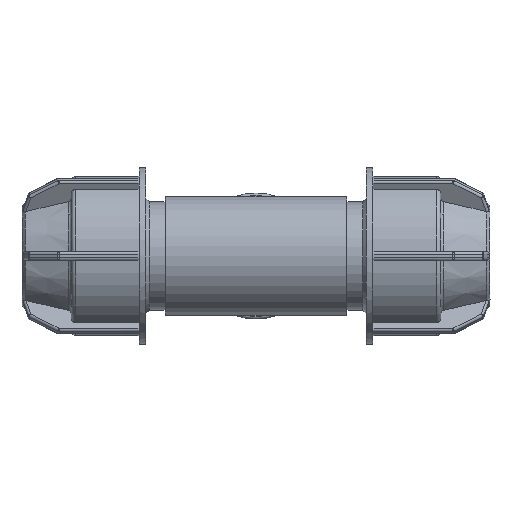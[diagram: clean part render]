
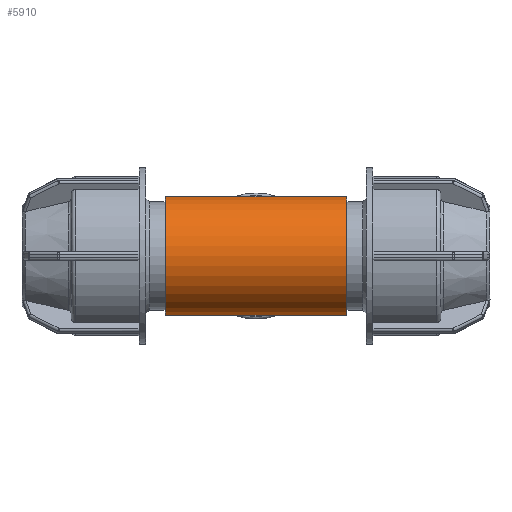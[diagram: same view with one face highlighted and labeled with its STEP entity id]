
A CAD part, front view. The second image highlights one B-rep face of the part: STEP entity #5910.
In plain terms, the highlighted cylindrical face has radius 11.44 mm (diameter 22.88 mm), a full revolution.
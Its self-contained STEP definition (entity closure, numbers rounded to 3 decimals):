
#837=B_SPLINE_CURVE_WITH_KNOTS('',3,(#8988,#8989,#8990,#8991,#8992,#8993,
#8994,#8995,#8996,#8997,#8998,#8999,#9000,#9001,#9002,#9003,#9004,#9005,
#9006,#9007,#9008,#9009,#9010,#9011,#9012,#9013,#9014,#9015,#9016,#9017,
#9018,#9019,#9020,#9021),.UNSPECIFIED.,.T.,.F.,(4,2,2,2,2,2,2,2,2,2,2,2,
2,2,2,2,4),(0.,0.336,0.672,1.002,1.332,
1.662,1.992,2.328,2.664,3.,
3.336,3.666,3.996,4.326,4.656,
4.992,5.328),.UNSPECIFIED.);
#1019=CYLINDRICAL_SURFACE('',#6329,11.44);
#1339=FACE_BOUND('',#1800,.T.);
#1340=FACE_BOUND('',#1801,.T.);
#1383=FACE_OUTER_BOUND('',#1799,.T.);
#1799=EDGE_LOOP('',(#4064));
#1800=EDGE_LOOP('',(#4065));
#1801=EDGE_LOOP('',(#4066));
#2254=CIRCLE('',#6326,11.44);
#2256=CIRCLE('',#6330,11.44);
#2603=VERTEX_POINT('',#8979);
#2605=VERTEX_POINT('',#8985);
#2606=VERTEX_POINT('',#8987);
#3146=EDGE_CURVE('',#2603,#2603,#2254,.T.);
#3148=EDGE_CURVE('',#2605,#2605,#2256,.T.);
#3149=EDGE_CURVE('',#2606,#2606,#837,.T.);
#4064=ORIENTED_EDGE('',*,*,#3148,.F.);
#4065=ORIENTED_EDGE('',*,*,#3149,.F.);
#4066=ORIENTED_EDGE('',*,*,#3146,.F.);
#5910=ADVANCED_FACE('',(#1383,#1339,#1340),#1019,.T.);
#6326=AXIS2_PLACEMENT_3D('',#8980,#7093,#7094);
#6329=AXIS2_PLACEMENT_3D('',#8984,#7099,#7100);
#6330=AXIS2_PLACEMENT_3D('',#8986,#7101,#7102);
#7093=DIRECTION('center_axis',(-1.,0.,0.));
#7094=DIRECTION('ref_axis',(0.,-1.,0.));
#7099=DIRECTION('center_axis',(1.,0.,0.));
#7100=DIRECTION('ref_axis',(0.,1.,0.));
#7101=DIRECTION('center_axis',(1.,0.,0.));
#7102=DIRECTION('ref_axis',(0.,-1.,0.));
#8979=CARTESIAN_POINT('',(-17.34,11.44,0.));
#8980=CARTESIAN_POINT('Origin',(-17.34,0.,0.));
#8984=CARTESIAN_POINT('Origin',(8.75,0.,0.));
#8985=CARTESIAN_POINT('',(17.34,11.44,0.));
#8986=CARTESIAN_POINT('Origin',(17.34,0.,0.));
#8987=CARTESIAN_POINT('',(0.,7.784,-8.384));
#8988=CARTESIAN_POINT('Ctrl Pts',(0.,7.784,
8.384));
#8989=CARTESIAN_POINT('Ctrl Pts',(1.12,7.784,8.384));
#8990=CARTESIAN_POINT('Ctrl Pts',(2.251,8.048,8.151));
#8991=CARTESIAN_POINT('Ctrl Pts',(4.288,8.837,7.289));
#8992=CARTESIAN_POINT('Ctrl Pts',(5.2,9.343,6.656));
#8993=CARTESIAN_POINT('Ctrl Pts',(6.643,10.217,5.214));
#8994=CARTESIAN_POINT('Ctrl Pts',(7.283,10.655,4.3));
#8995=CARTESIAN_POINT('Ctrl Pts',(8.155,11.269,2.244));
#8996=CARTESIAN_POINT('Ctrl Pts',(8.384,11.44,1.1));
#8997=CARTESIAN_POINT('Ctrl Pts',(8.384,11.44,-1.1));
#8998=CARTESIAN_POINT('Ctrl Pts',(8.155,11.269,-2.244));
#8999=CARTESIAN_POINT('Ctrl Pts',(7.283,10.655,-4.3));
#9000=CARTESIAN_POINT('Ctrl Pts',(6.643,10.217,-5.214));
#9001=CARTESIAN_POINT('Ctrl Pts',(5.2,9.343,-6.656));
#9002=CARTESIAN_POINT('Ctrl Pts',(4.288,8.837,-7.289));
#9003=CARTESIAN_POINT('Ctrl Pts',(2.251,8.048,-8.151));
#9004=CARTESIAN_POINT('Ctrl Pts',(1.12,7.784,-8.384));
#9005=CARTESIAN_POINT('Ctrl Pts',(-1.12,7.784,-8.384));
#9006=CARTESIAN_POINT('Ctrl Pts',(-2.251,8.048,-8.151));
#9007=CARTESIAN_POINT('Ctrl Pts',(-4.288,8.837,-7.289));
#9008=CARTESIAN_POINT('Ctrl Pts',(-5.2,9.343,-6.656));
#9009=CARTESIAN_POINT('Ctrl Pts',(-6.643,10.217,-5.214));
#9010=CARTESIAN_POINT('Ctrl Pts',(-7.283,10.655,-4.3));
#9011=CARTESIAN_POINT('Ctrl Pts',(-8.155,11.269,-2.244));
#9012=CARTESIAN_POINT('Ctrl Pts',(-8.384,11.44,-1.1));
#9013=CARTESIAN_POINT('Ctrl Pts',(-8.384,11.44,1.1));
#9014=CARTESIAN_POINT('Ctrl Pts',(-8.155,11.269,2.244));
#9015=CARTESIAN_POINT('Ctrl Pts',(-7.283,10.655,4.3));
#9016=CARTESIAN_POINT('Ctrl Pts',(-6.643,10.217,5.214));
#9017=CARTESIAN_POINT('Ctrl Pts',(-5.2,9.343,6.656));
#9018=CARTESIAN_POINT('Ctrl Pts',(-4.288,8.837,7.289));
#9019=CARTESIAN_POINT('Ctrl Pts',(-2.251,8.048,8.151));
#9020=CARTESIAN_POINT('Ctrl Pts',(-1.12,7.784,8.384));
#9021=CARTESIAN_POINT('Ctrl Pts',(0.,7.784,
8.384));
